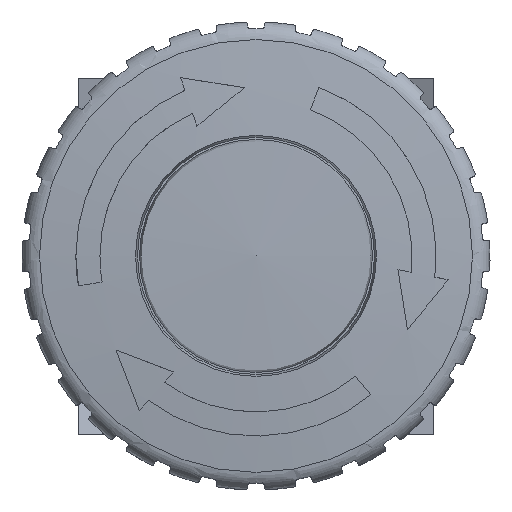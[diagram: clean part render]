
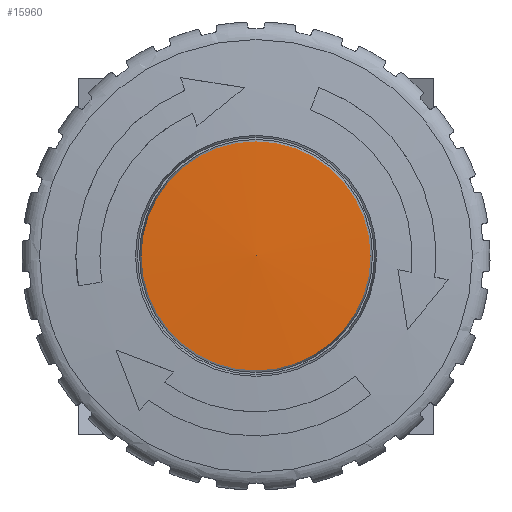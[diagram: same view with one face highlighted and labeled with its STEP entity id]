
A CAD part, top view. The second image highlights one B-rep face of the part: STEP entity #15960.
In plain terms, the highlighted spherical face has radius 100.652 mm.
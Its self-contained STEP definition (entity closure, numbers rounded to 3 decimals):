
#102=SPHERICAL_SURFACE('',#52412,100.652);
#2323=FACE_OUTER_BOUND('',#20717,.T.);
#15960=ADVANCED_FACE('',(#2323),#102,.T.);
#20717=EDGE_LOOP('',(#30895));
#30895=ORIENTED_EDGE('',*,*,#45798,.T.);
#39700=VERTEX_POINT('',#85057);
#45798=EDGE_CURVE('',#39700,#39700,#49385,.T.);
#49385=CIRCLE('',#52407,5.8);
#52407=AXIS2_PLACEMENT_3D('',#85056,#61453,#61454);
#52412=AXIS2_PLACEMENT_3D('',#85064,#61463,#61464);
#61453=DIRECTION('',(0.,0.,1.));
#61454=DIRECTION('',(-1.,0.,0.));
#61463=DIRECTION('',(0.,0.,-1.));
#61464=DIRECTION('',(-1.,0.,0.));
#85056=CARTESIAN_POINT('',(0.,0.,17.371));
#85057=CARTESIAN_POINT('',(-5.8,0.,17.371));
#85064=CARTESIAN_POINT('',(0.,0.,-83.113));
